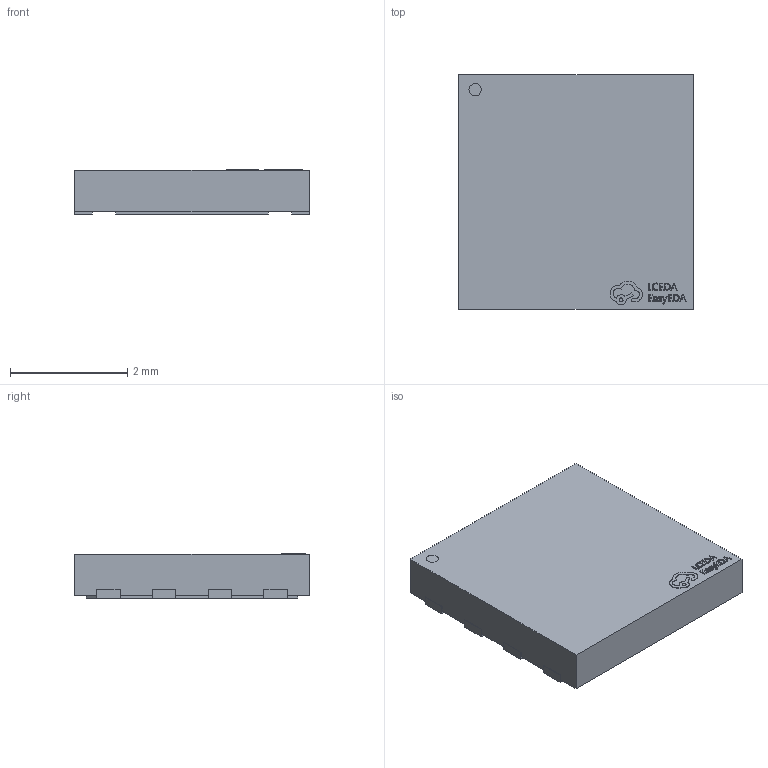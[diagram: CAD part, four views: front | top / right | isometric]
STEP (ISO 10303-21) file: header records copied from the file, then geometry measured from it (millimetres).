
FILE_DESCRIPTION (( 'STEP AP214' ), '1' );
FILE_NAME ('DFN-8_L4.5-W4.0-P0.95-BL-EP.step', '2022-06-30T13:31:26', ( '' ), ( '' ), 'SwSTEP 2.0', 'SolidWorks 2020', '' );
FILE_SCHEMA (( 'AUTOMOTIVE_DESIGN' ));
Length unit declared in the file: millimetre
Products named in the file (1): DFN-8_L4.5-W4.0-P0.95-BL-EP
Bounding box: 4.02 x 4 x 0.76 mm (x, y, z)
Volume: 11.7 mm3; surface area: 44.6 mm2
Topology: 1 solids, 1 shells, 346 faces, 948 edges, 632 vertices
Faces by surface type: plane 232, bspline 112, cylinder 2
Entity records: 15888 total; most frequent: CARTESIAN_POINT 4031, ORIENTED_EDGE 1896, DIRECTION 1194, EDGE_CURVE 948, VECTOR 716, LINE 716, VERTEX_POINT 632, EDGE_LOOP 374
